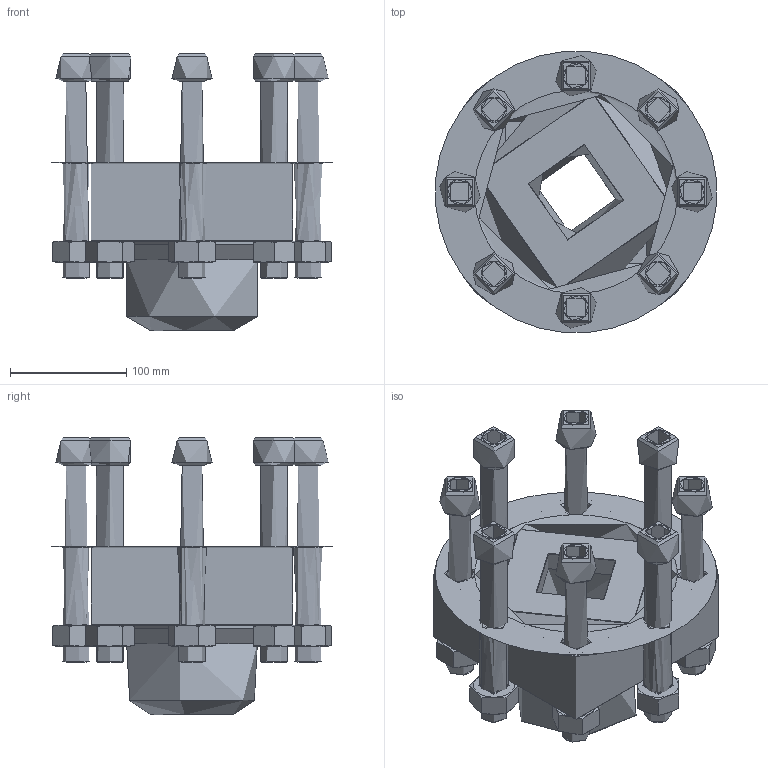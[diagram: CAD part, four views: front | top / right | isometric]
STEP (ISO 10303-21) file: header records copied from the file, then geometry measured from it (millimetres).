
FILE_DESCRIPTION(('FreeCAD Model'),'2;1');
FILE_NAME('Open CASCADE Shape Model','2025-01-06T10:55:41',('Author'),( ''),'Open CASCADE STEP processor 7.8','FreeCAD','Unknown');
FILE_SCHEMA(('AUTOMOTIVE_DESIGN { 1 0 10303 214 1 1 1 1 }'));
Length unit declared in the file: millimetre
Products named in the file (8): Unnamed; X-Schraube; X-FK; X-FKV_rund001; X-Mutter; FK_rund; X-Achse; XY-Ebene
Assembly tree (43 placements, depth 3):
  Unnamed
    X-Schraube  x8
    X-FK
    X-FKV_rund001
    X-Mutter  x8
    FK_rund
      X-Schraube  x8
      X-FK
      X-FKV_rund001
      X-Mutter  x8
    X-Achse  x3
    XY-Ebene  x3
Bounding box: 242.08 x 242.08 x 239 mm (x, y, z)
Volume: 7720350.1 mm3; surface area: 982080.2 mm2
Topology: 36 solids, 36 shells, 822 faces, 1689 edges, 956 vertices
Faces by surface type: cone 390, plane 300, cylinder 96, torus 36
Full cylindrical faces by diameter (mm): 21.939 x16, 24 x32, 25 x16, 36 x16, 69.9 x2, 83 x2, 114.3 x2, 140.5 x2, 141 x2, 172 x2, 173 x2, 245 x2
Entity records: 3517 total; most frequent: CARTESIAN_POINT 692, DIRECTION 517, ORIENTED_EDGE 440, AXIS2_PLACEMENT_3D 249, EDGE_CURVE 220, VERTEX_POINT 128, FACE_BOUND 114, EDGE_LOOP 114
